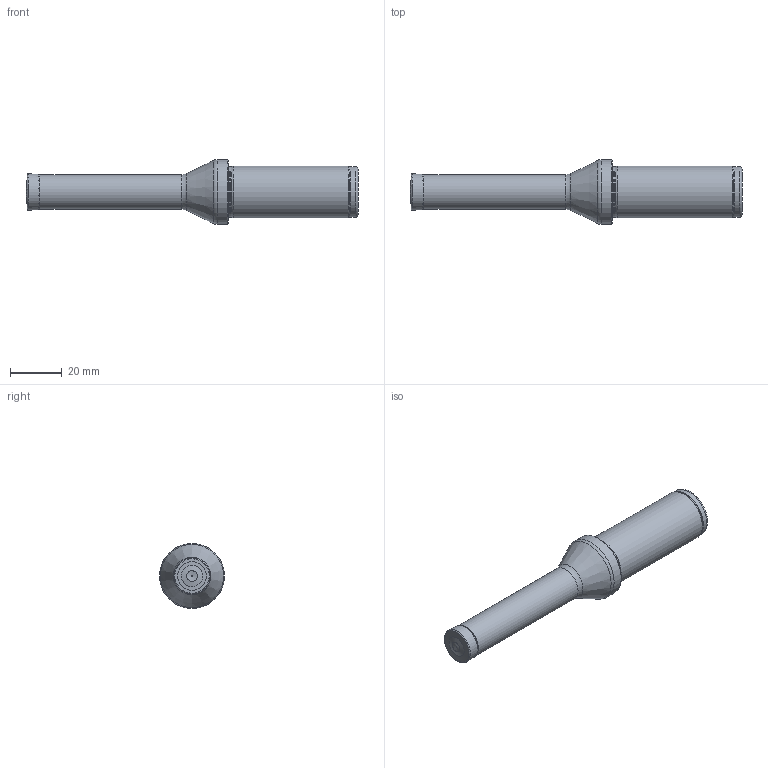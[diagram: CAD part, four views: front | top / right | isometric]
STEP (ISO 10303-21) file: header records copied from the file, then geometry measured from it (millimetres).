
FILE_DESCRIPTION(/* description */ (''),/* implementation_level */ '2;1');
FILE_NAME(/* name */ 'ATUM-14XD4-KDR-0502-light.stp',/* time_stamp */ '2023-10-27T06:20:52+03:00',/* author */ (''),/* organization */ (''),/* preprocessor_version */ 'ST-DEVELOPER v19.4',/* originating_system */ 'SIEMENS PLM Software NX2306.3001',/* authorisation */ '');
FILE_SCHEMA (('AUTOMOTIVE_DESIGN { 1 0 10303 214 3 1 1 1 }'));
Length unit declared in the file: millimetre
Products named in the file (1): ATUM 14.5XD4 KDR 0502..LIGHT
Bounding box: 128 x 25 x 25 mm (x, y, z)
Volume: 30878.7 mm3; surface area: 7929.1 mm2
Topology: 2 solids, 2 shells, 32 faces, 66 edges, 39 vertices
Faces by surface type: revolution 9, torus 8, cylinder 5, cone 5, plane 5
Full cylindrical faces by diameter (mm): 13.4 x1, 19.5 x2, 20 x1, 25 x1
Entity records: 690 total; most frequent: DIRECTION 122, CARTESIAN_POINT 120, EDGE_LOOP 60, ORIENTED_EDGE 60, FACE_BOUND 56, AXIS2_PLACEMENT_3D 53, ADVANCED_FACE 32, VERTEX_POINT 30
